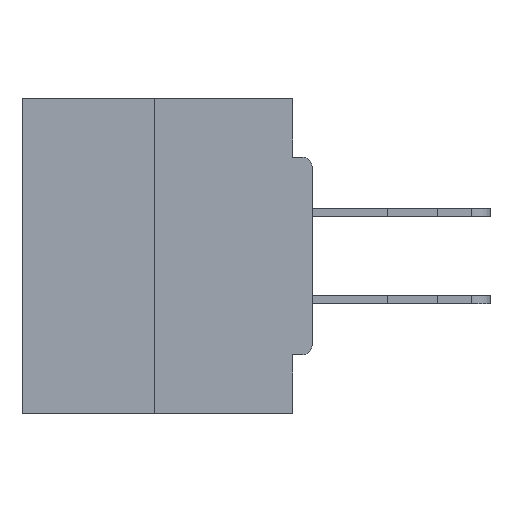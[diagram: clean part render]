
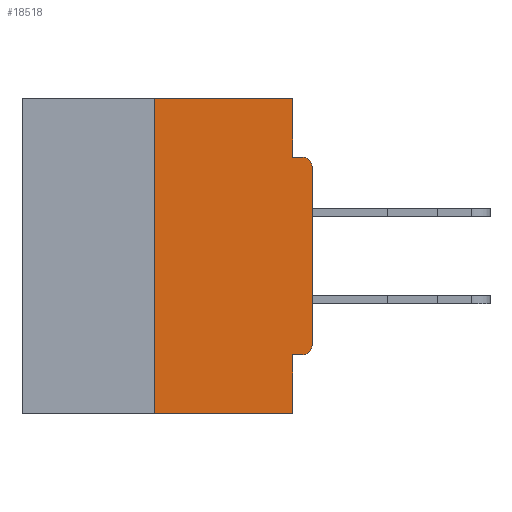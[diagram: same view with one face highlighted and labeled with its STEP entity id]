
A CAD part, left-side view. The second image highlights one B-rep face of the part: STEP entity #18518.
In plain terms, the highlighted planar face has unit normal (-1, 0, 0).
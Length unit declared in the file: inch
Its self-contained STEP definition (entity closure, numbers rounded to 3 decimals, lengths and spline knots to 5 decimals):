
#197 = VERTEX_POINT ( 'NONE', #17105 ) ;
#1863 = ORIENTED_EDGE ( 'NONE', *, *, #30358, .F. ) ;
#2928 = LINE ( 'NONE', #14632, #18929 ) ;
#3251 = DIRECTION ( 'NONE',  ( 1., 0., 0. ) ) ;
#3307 = VERTEX_POINT ( 'NONE', #30326 ) ;
#3432 = DIRECTION ( 'NONE',  ( 0., 1., 0. ) ) ;
#3444 = LINE ( 'NONE', #30649, #5611 ) ;
#3707 = EDGE_CURVE ( 'NONE', #18384, #32517, #3444, .T. ) ;
#3795 = CARTESIAN_POINT ( 'NONE',  ( 0., 0.031, -0.5 ) ) ;
#3848 = CARTESIAN_POINT ( 'NONE',  ( 0., 0.015, -0.4065 ) ) ;
#4776 = ORIENTED_EDGE ( 'NONE', *, *, #22254, .F. ) ;
#4802 = EDGE_CURVE ( 'NONE', #32517, #197, #21925, .T. ) ;
#5209 = FACE_OUTER_BOUND ( 'NONE', #12545, .T. ) ;
#5611 = VECTOR ( 'NONE', #33210, 39.37008 ) ;
#5702 = DIRECTION ( 'NONE',  ( 0., -1., 0. ) ) ;
#5759 = LINE ( 'NONE', #3795, #26082 ) ;
#5808 = VERTEX_POINT ( 'NONE', #23482 ) ;
#6258 = VERTEX_POINT ( 'NONE', #21770 ) ;
#6731 = EDGE_CURVE ( 'NONE', #6258, #7775, #11080, .T. ) ;
#7144 = CARTESIAN_POINT ( 'NONE',  ( 0., 0.031, 0. ) ) ;
#7198 = AXIS2_PLACEMENT_3D ( 'NONE', #21753, #13597, #13722 ) ;
#7775 = VERTEX_POINT ( 'NONE', #31328 ) ;
#7957 = VECTOR ( 'NONE', #5702, 39.37008 ) ;
#8246 = DIRECTION ( 'NONE',  ( 0., 0., -1. ) ) ;
#8476 = DIRECTION ( 'NONE',  ( 0., 0., -1. ) ) ;
#8713 = EDGE_CURVE ( 'NONE', #5808, #6258, #2928, .T. ) ;
#8895 = ORIENTED_EDGE ( 'NONE', *, *, #30357, .F. ) ;
#9153 = CARTESIAN_POINT ( 'NONE',  ( 0., 0., -0.4065 ) ) ;
#9296 = ORIENTED_EDGE ( 'NONE', *, *, #3707, .T. ) ;
#11080 = LINE ( 'NONE', #7144, #17149 ) ;
#12037 = VERTEX_POINT ( 'NONE', #23762 ) ;
#12545 = EDGE_LOOP ( 'NONE', ( #12747, #35535, #22494, #1863, #8895, #30072, #9296, #15867, #4776, #22711 ) ) ;
#12733 = LINE ( 'NONE', #30613, #7957 ) ;
#12747 = ORIENTED_EDGE ( 'NONE', *, *, #8713, .F. ) ;
#12768 = VERTEX_POINT ( 'NONE', #35873 ) ;
#13597 = DIRECTION ( 'NONE',  ( -1., 0., 0. ) ) ;
#13722 = DIRECTION ( 'NONE',  ( 0., 0., -1. ) ) ;
#13828 = CARTESIAN_POINT ( 'NONE',  ( 0., 0.015, -0.1085 ) ) ;
#14632 = CARTESIAN_POINT ( 'NONE',  ( 0., 0.46, 0. ) ) ;
#14697 = CARTESIAN_POINT ( 'NONE',  ( 0., 0.25, 0. ) ) ;
#14769 = EDGE_CURVE ( 'NONE', #12768, #5808, #33165, .T. ) ;
#15719 = VECTOR ( 'NONE', #3432, 39.37008 ) ;
#15867 = ORIENTED_EDGE ( 'NONE', *, *, #4802, .T. ) ;
#16247 = DIRECTION ( 'NONE',  ( -1., 0., 0. ) ) ;
#17105 = CARTESIAN_POINT ( 'NONE',  ( 0., 0.015, -0.0935 ) ) ;
#17149 = VECTOR ( 'NONE', #35095, 39.37008 ) ;
#18384 = VERTEX_POINT ( 'NONE', #35685 ) ;
#18518 = ADVANCED_FACE ( 'NONE', ( #5209 ), #19786, .F. ) ;
#18929 = VECTOR ( 'NONE', #28383, 39.37008 ) ;
#19216 = CARTESIAN_POINT ( 'NONE',  ( 0., 0., -0.0935 ) ) ;
#19445 = EDGE_CURVE ( 'NONE', #28619, #18384, #30663, .T. ) ;
#19541 = DIRECTION ( 'NONE',  ( 0., -1., 0. ) ) ;
#19687 = LINE ( 'NONE', #19216, #23593 ) ;
#19786 = PLANE ( 'NONE',  #23595 ) ;
#19995 = LINE ( 'NONE', #9153, #15719 ) ;
#20959 = VECTOR ( 'NONE', #31357, 39.37008 ) ;
#21753 = CARTESIAN_POINT ( 'NONE',  ( 0., 0.015, -0.3915 ) ) ;
#21770 = CARTESIAN_POINT ( 'NONE',  ( 0., 0.031, 0. ) ) ;
#21925 = CIRCLE ( 'NONE', #25843, 0.015 ) ;
#22184 = CARTESIAN_POINT ( 'NONE',  ( 0., 0., -0.1085 ) ) ;
#22254 = EDGE_CURVE ( 'NONE', #7775, #197, #19687, .T. ) ;
#22494 = ORIENTED_EDGE ( 'NONE', *, *, #23403, .T. ) ;
#22711 = ORIENTED_EDGE ( 'NONE', *, *, #6731, .F. ) ;
#23118 = DIRECTION ( 'NONE',  ( 0., 0., -1. ) ) ;
#23403 = EDGE_CURVE ( 'NONE', #12768, #12037, #12733, .T. ) ;
#23482 = CARTESIAN_POINT ( 'NONE',  ( 0., 0.25, 0. ) ) ;
#23593 = VECTOR ( 'NONE', #19541, 39.37008 ) ;
#23595 = AXIS2_PLACEMENT_3D ( 'NONE', #30611, #3251, #8476 ) ;
#23762 = CARTESIAN_POINT ( 'NONE',  ( 0., 0.031, -0.5 ) ) ;
#25843 = AXIS2_PLACEMENT_3D ( 'NONE', #13828, #16247, #8246 ) ;
#26082 = VECTOR ( 'NONE', #23118, 39.37008 ) ;
#28383 = DIRECTION ( 'NONE',  ( 0., -1., 0. ) ) ;
#28619 = VERTEX_POINT ( 'NONE', #3848 ) ;
#30072 = ORIENTED_EDGE ( 'NONE', *, *, #19445, .T. ) ;
#30326 = CARTESIAN_POINT ( 'NONE',  ( 0., 0.031, -0.4065 ) ) ;
#30357 = EDGE_CURVE ( 'NONE', #28619, #3307, #19995, .T. ) ;
#30358 = EDGE_CURVE ( 'NONE', #3307, #12037, #5759, .T. ) ;
#30611 = CARTESIAN_POINT ( 'NONE',  ( 0., 0.46, 0. ) ) ;
#30613 = CARTESIAN_POINT ( 'NONE',  ( 0., 0.46, -0.5 ) ) ;
#30649 = CARTESIAN_POINT ( 'NONE',  ( 0., 0., 0. ) ) ;
#30663 = CIRCLE ( 'NONE', #7198, 0.015 ) ;
#31328 = CARTESIAN_POINT ( 'NONE',  ( 0., 0.031, -0.0935 ) ) ;
#31357 = DIRECTION ( 'NONE',  ( 0., 0., 1. ) ) ;
#32517 = VERTEX_POINT ( 'NONE', #22184 ) ;
#33165 = LINE ( 'NONE', #14697, #20959 ) ;
#33210 = DIRECTION ( 'NONE',  ( 0., 0., 1. ) ) ;
#35095 = DIRECTION ( 'NONE',  ( 0., 0., -1. ) ) ;
#35535 = ORIENTED_EDGE ( 'NONE', *, *, #14769, .F. ) ;
#35685 = CARTESIAN_POINT ( 'NONE',  ( 0., 0., -0.3915 ) ) ;
#35873 = CARTESIAN_POINT ( 'NONE',  ( 0., 0.25, -0.5 ) ) ;
